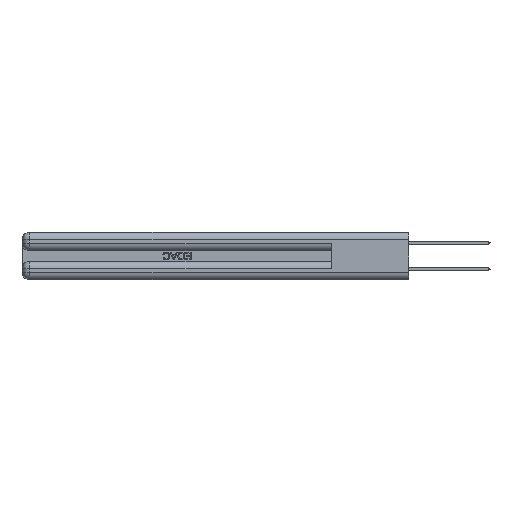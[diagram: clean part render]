
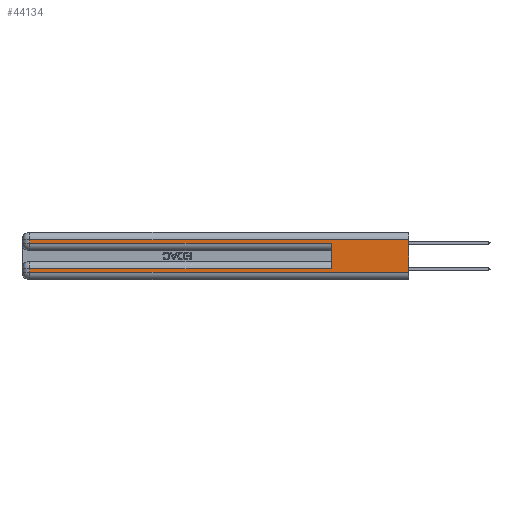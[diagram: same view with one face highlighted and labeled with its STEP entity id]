
A CAD part, left-side view. The second image highlights one B-rep face of the part: STEP entity #44134.
In plain terms, the highlighted planar face has unit normal (-1, 0, 0).
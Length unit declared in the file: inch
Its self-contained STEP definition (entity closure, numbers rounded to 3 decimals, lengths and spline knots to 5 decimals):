
#271 = VECTOR ( 'NONE', #27033, 39.37008 ) ;
#1267 = VECTOR ( 'NONE', #23312, 39.37008 ) ;
#1392 = CARTESIAN_POINT ( 'NONE',  ( 0., 2.94, 0.085 ) ) ;
#1432 = CARTESIAN_POINT ( 'NONE',  ( 0., 0., 0.085 ) ) ;
#2337 = VECTOR ( 'NONE', #5037, 39.37008 ) ;
#4081 = CARTESIAN_POINT ( 'NONE',  ( 0., 2.94, 0.31 ) ) ;
#4214 = ORIENTED_EDGE ( 'NONE', *, *, #21378, .T. ) ;
#4393 = CARTESIAN_POINT ( 'NONE',  ( 0., 0.6, 0.085 ) ) ;
#4729 = EDGE_CURVE ( 'NONE', #15857, #32652, #25395, .T. ) ;
#5037 = DIRECTION ( 'NONE',  ( 0., 1., 0. ) ) ;
#5054 = CARTESIAN_POINT ( 'NONE',  ( 0., 0., 0.31 ) ) ;
#5673 = LINE ( 'NONE', #12825, #32942 ) ;
#6066 = CARTESIAN_POINT ( 'NONE',  ( 0., 2.94, 0.06 ) ) ;
#6235 = EDGE_CURVE ( 'NONE', #23061, #11342, #22550, .T. ) ;
#6441 = ORIENTED_EDGE ( 'NONE', *, *, #6235, .F. ) ;
#8618 = EDGE_CURVE ( 'NONE', #23061, #43005, #39033, .T. ) ;
#9899 = ORIENTED_EDGE ( 'NONE', *, *, #22902, .T. ) ;
#9950 = FACE_OUTER_BOUND ( 'NONE', #17434, .T. ) ;
#10357 = ORIENTED_EDGE ( 'NONE', *, *, #33347, .T. ) ;
#10532 = CARTESIAN_POINT ( 'NONE',  ( 0., 0., 0.37 ) ) ;
#11004 = VERTEX_POINT ( 'NONE', #4081 ) ;
#11342 = VERTEX_POINT ( 'NONE', #23628 ) ;
#12825 = CARTESIAN_POINT ( 'NONE',  ( 0., 0., 0.285 ) ) ;
#14132 = DIRECTION ( 'NONE',  ( 0., 0., -1. ) ) ;
#14388 = DIRECTION ( 'NONE',  ( 0., -1., 0. ) ) ;
#15700 = VERTEX_POINT ( 'NONE', #40009 ) ;
#15834 = DIRECTION ( 'NONE',  ( 0., 0., 1. ) ) ;
#15857 = VERTEX_POINT ( 'NONE', #5054 ) ;
#15980 = VECTOR ( 'NONE', #28027, 39.37008 ) ;
#16095 = LINE ( 'NONE', #25518, #44373 ) ;
#17434 = EDGE_LOOP ( 'NONE', ( #21389, #32036, #10357, #4214, #6441, #23155, #29851, #9899 ) ) ;
#20182 = LINE ( 'NONE', #37631, #1267 ) ;
#20510 = EDGE_CURVE ( 'NONE', #43005, #26973, #20182, .T. ) ;
#21154 = VECTOR ( 'NONE', #14388, 39.37008 ) ;
#21378 = EDGE_CURVE ( 'NONE', #15700, #11342, #5673, .T. ) ;
#21389 = ORIENTED_EDGE ( 'NONE', *, *, #4729, .F. ) ;
#22550 = LINE ( 'NONE', #37127, #32069 ) ;
#22902 = EDGE_CURVE ( 'NONE', #26973, #32652, #36764, .T. ) ;
#23061 = VERTEX_POINT ( 'NONE', #4393 ) ;
#23155 = ORIENTED_EDGE ( 'NONE', *, *, #8618, .T. ) ;
#23312 = DIRECTION ( 'NONE',  ( 0., 0., -1. ) ) ;
#23628 = CARTESIAN_POINT ( 'NONE',  ( 0., 0.6, 0.285 ) ) ;
#24412 = CARTESIAN_POINT ( 'NONE',  ( 0., 0., 0.37 ) ) ;
#25395 = LINE ( 'NONE', #24412, #15980 ) ;
#25518 = CARTESIAN_POINT ( 'NONE',  ( 0., 0., 0.31 ) ) ;
#26451 = CARTESIAN_POINT ( 'NONE',  ( 0., 0., 0.06 ) ) ;
#26973 = VERTEX_POINT ( 'NONE', #6066 ) ;
#27033 = DIRECTION ( 'NONE',  ( 0., 0., -1. ) ) ;
#27694 = AXIS2_PLACEMENT_3D ( 'NONE', #10532, #35374, #14132 ) ;
#28027 = DIRECTION ( 'NONE',  ( 0., 0., -1. ) ) ;
#28680 = LINE ( 'NONE', #37623, #271 ) ;
#29851 = ORIENTED_EDGE ( 'NONE', *, *, #20510, .T. ) ;
#31839 = PLANE ( 'NONE',  #27694 ) ;
#32036 = ORIENTED_EDGE ( 'NONE', *, *, #38982, .T. ) ;
#32069 = VECTOR ( 'NONE', #15834, 39.37008 ) ;
#32652 = VERTEX_POINT ( 'NONE', #26451 ) ;
#32942 = VECTOR ( 'NONE', #34061, 39.37008 ) ;
#33347 = EDGE_CURVE ( 'NONE', #11004, #15700, #28680, .T. ) ;
#34061 = DIRECTION ( 'NONE',  ( 0., -1., 0. ) ) ;
#35374 = DIRECTION ( 'NONE',  ( 1., 0., 0. ) ) ;
#35649 = CARTESIAN_POINT ( 'NONE',  ( 0., 0., 0.06 ) ) ;
#36764 = LINE ( 'NONE', #35649, #21154 ) ;
#37127 = CARTESIAN_POINT ( 'NONE',  ( 0., 0.6, 0.145 ) ) ;
#37623 = CARTESIAN_POINT ( 'NONE',  ( 0., 2.94, 0.37 ) ) ;
#37631 = CARTESIAN_POINT ( 'NONE',  ( 0., 2.94, 0.37 ) ) ;
#38982 = EDGE_CURVE ( 'NONE', #15857, #11004, #16095, .T. ) ;
#39033 = LINE ( 'NONE', #1432, #2337 ) ;
#40009 = CARTESIAN_POINT ( 'NONE',  ( 0., 2.94, 0.285 ) ) ;
#43005 = VERTEX_POINT ( 'NONE', #1392 ) ;
#44134 = ADVANCED_FACE ( 'NONE', ( #9950 ), #31839, .F. ) ;
#44373 = VECTOR ( 'NONE', #45712, 39.37008 ) ;
#45712 = DIRECTION ( 'NONE',  ( 0., 1., 0. ) ) ;
